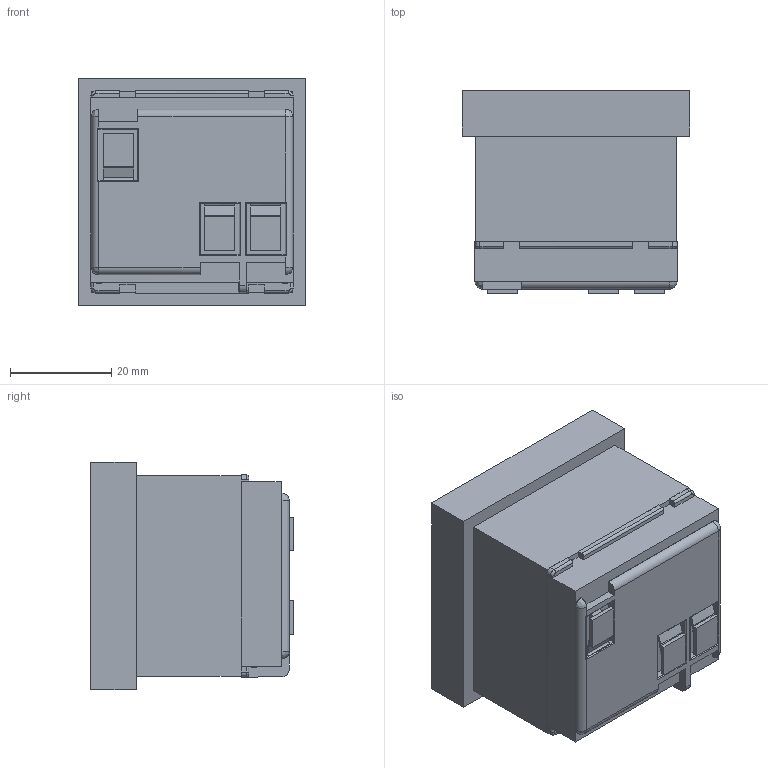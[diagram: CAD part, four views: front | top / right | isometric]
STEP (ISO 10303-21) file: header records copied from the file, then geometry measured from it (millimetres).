
FILE_DESCRIPTION (( 'STEP AP214' ), '1' );
FILE_NAME ('6120079.stp', '2021-11-03T10:19:54', ( '' ), ( '' ), 'SwSTEP 2.0', 'SolidWorks 2020', '' );
FILE_SCHEMA (( 'AUTOMOTIVE_DESIGN' ));
Length unit declared in the file: millimetre
Products named in the file (5): 044679_Standard; 6120079; 044046_Standard; 044039_Standard; 077656_Standard
Assembly tree (4 placements, depth 3):
  6120079
    044046_Standard
    077656_Standard
      044039_Standard
      044679_Standard
Bounding box: 45 x 40.05 x 45 mm (x, y, z)
Volume: 40500.5 mm3; surface area: 19379.3 mm2
Topology: 3 solids, 5 shells, 316 faces, 852 edges, 547 vertices
Faces by surface type: plane 208, cylinder 60, cone 28, bspline 20
Full cylindrical faces by diameter (mm): 5.75 x4, 38.4 x1
Entity records: 11453 total; most frequent: CARTESIAN_POINT 2832, ORIENTED_EDGE 1690, DIRECTION 1386, EDGE_CURVE 845, VECTOR 602, LINE 602, VERTEX_POINT 545, AXIS2_PLACEMENT_3D 392
